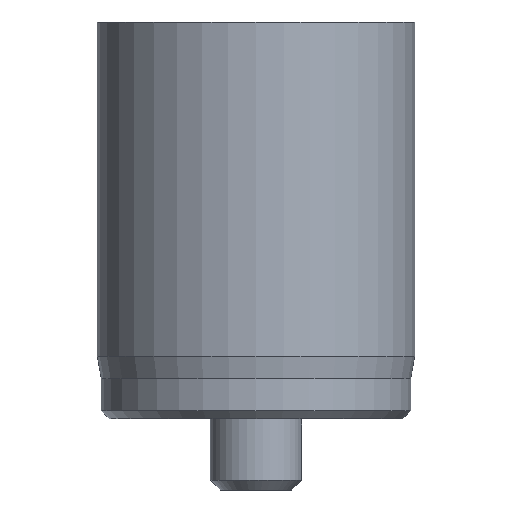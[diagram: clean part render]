
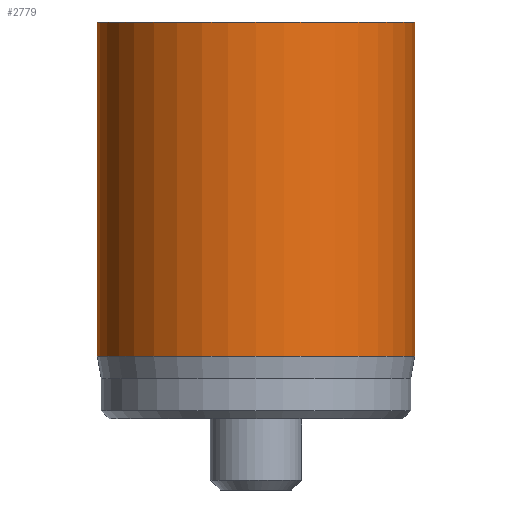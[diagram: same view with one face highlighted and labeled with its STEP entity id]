
A CAD part, front view. The second image highlights one B-rep face of the part: STEP entity #2779.
In plain terms, the highlighted cylindrical face has radius 4 mm (diameter 8 mm), a full revolution.
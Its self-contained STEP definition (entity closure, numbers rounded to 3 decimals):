
#342=CYLINDRICAL_SURFACE('',#2948,4.);
#438=FACE_OUTER_BOUND('',#594,.T.);
#594=EDGE_LOOP('',(#2266,#2267,#2268,#2269,#2270));
#800=LINE('',#4695,#1016);
#1016=VECTOR('',#3255,4.);
#1109=CIRCLE('',#2946,4.);
#1110=CIRCLE('',#2947,4.);
#1111=CIRCLE('',#2949,4.);
#1305=VERTEX_POINT('',#4687);
#1306=VERTEX_POINT('',#4688);
#1307=VERTEX_POINT('',#4693);
#1668=EDGE_CURVE('',#1305,#1306,#1109,.T.);
#1669=EDGE_CURVE('',#1306,#1305,#1110,.T.);
#1671=EDGE_CURVE('',#1307,#1307,#1111,.T.);
#1672=EDGE_CURVE('',#1307,#1305,#800,.T.);
#2266=ORIENTED_EDGE('',*,*,#1671,.T.);
#2267=ORIENTED_EDGE('',*,*,#1672,.T.);
#2268=ORIENTED_EDGE('',*,*,#1668,.T.);
#2269=ORIENTED_EDGE('',*,*,#1669,.T.);
#2270=ORIENTED_EDGE('',*,*,#1672,.F.);
#2779=ADVANCED_FACE('',(#438),#342,.T.);
#2946=AXIS2_PLACEMENT_3D('',#4689,#3246,#3247);
#2947=AXIS2_PLACEMENT_3D('',#4690,#3248,#3249);
#2948=AXIS2_PLACEMENT_3D('',#4692,#3251,#3252);
#2949=AXIS2_PLACEMENT_3D('',#4694,#3253,#3254);
#3246=DIRECTION('center_axis',(0.,0.,1.));
#3247=DIRECTION('ref_axis',(-1.,0.,0.));
#3248=DIRECTION('center_axis',(0.,0.,1.));
#3249=DIRECTION('ref_axis',(-1.,0.,0.));
#3251=DIRECTION('center_axis',(0.,0.,1.));
#3252=DIRECTION('ref_axis',(-1.,0.,0.));
#3253=DIRECTION('center_axis',(0.,0.,-1.));
#3254=DIRECTION('ref_axis',(-1.,0.,0.));
#3255=DIRECTION('',(0.,0.,-1.));
#4687=CARTESIAN_POINT('',(4.,0.,1.567));
#4688=CARTESIAN_POINT('',(-4.,0.,1.567));
#4689=CARTESIAN_POINT('Origin',(0.,0.,1.567));
#4690=CARTESIAN_POINT('Origin',(0.,0.,1.567));
#4692=CARTESIAN_POINT('Origin',(0.,0.,0.));
#4693=CARTESIAN_POINT('',(4.,0.,10.));
#4694=CARTESIAN_POINT('Origin',(0.,0.,10.));
#4695=CARTESIAN_POINT('',(4.,0.,0.));
